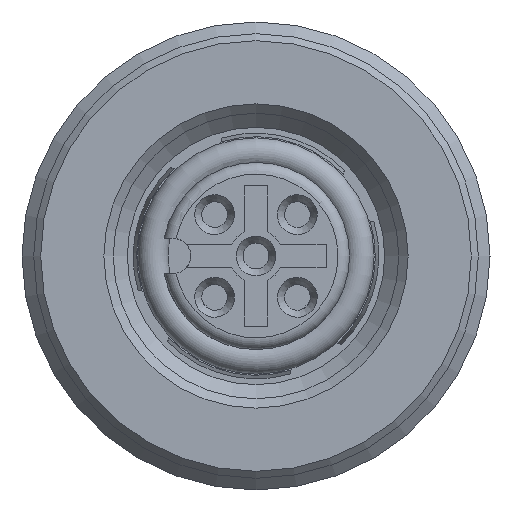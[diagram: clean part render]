
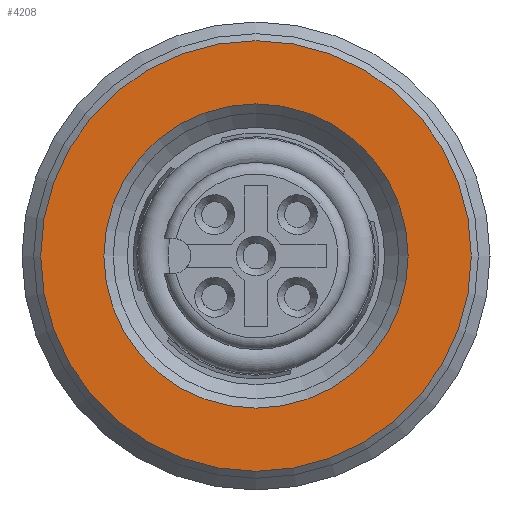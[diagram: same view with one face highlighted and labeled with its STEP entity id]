
A CAD part, left-side view. The second image highlights one B-rep face of the part: STEP entity #4208.
In plain terms, the highlighted face is planar.
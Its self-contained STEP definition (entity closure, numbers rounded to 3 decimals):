
#946=PLANE($,#4629);
#1001=FACE_BOUND($,#1531,.T.);
#1237=FACE_OUTER_BOUND($,#1530,.T.);
#1530=EDGE_LOOP($,(#3891));
#1531=EDGE_LOOP($,(#3892));
#1707=CIRCLE($,#4628,9.2);
#1708=CIRCLE($,#4630,6.5);
#2127=VERTEX_POINT($,#9838);
#2128=VERTEX_POINT($,#9841);
#2726=EDGE_CURVE($,#2127,#2127,#1707,.T.);
#2727=EDGE_CURVE($,#2128,#2128,#1708,.T.);
#3891=ORIENTED_EDGE($,*,*,#2726,.F.);
#3892=ORIENTED_EDGE($,*,*,#2727,.T.);
#4208=ADVANCED_FACE($,(#1237,#1001),#946,.T.);
#4628=AXIS2_PLACEMENT_3D($,#9839,#5753,#5754);
#4629=AXIS2_PLACEMENT_3D($,#9840,#5755,#5756);
#4630=AXIS2_PLACEMENT_3D($,#9842,#5757,#5758);
#5753=DIRECTION('center_axis',(0.,-1.,0.));
#5754=DIRECTION('ref_axis',(-0.966,0.,0.259));
#5755=DIRECTION('center_axis',(0.,1.,0.));
#5756=DIRECTION('ref_axis',(-0.966,0.,0.259));
#5757=DIRECTION('center_axis',(0.,-1.,0.));
#5758=DIRECTION('ref_axis',(-0.966,0.,0.259));
#9838=CARTESIAN_POINT('',(60.218,105.165,7.637));
#9839=CARTESIAN_POINT('Origin',(57.836,105.165,-1.25));
#9840=CARTESIAN_POINT('Origin',(50.254,105.165,0.782));
#9841=CARTESIAN_POINT('',(59.519,105.165,5.029));
#9842=CARTESIAN_POINT('Origin',(57.836,105.165,-1.25));
